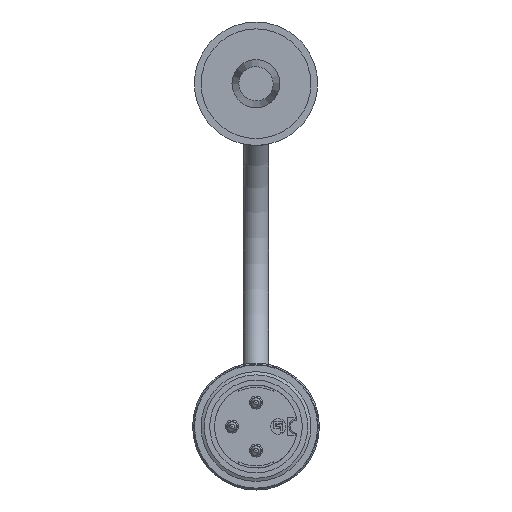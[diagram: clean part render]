
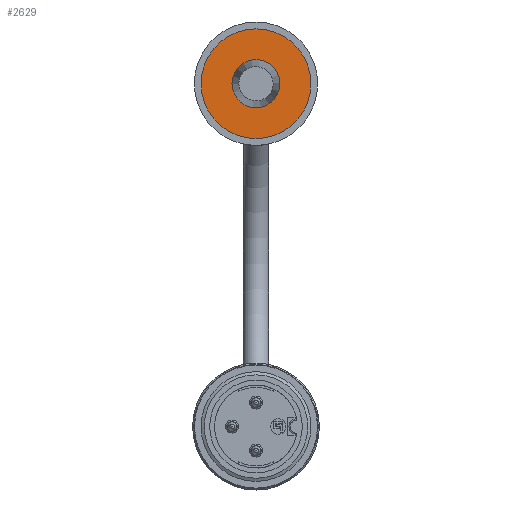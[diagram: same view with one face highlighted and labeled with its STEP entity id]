
A CAD part, left-side view. The second image highlights one B-rep face of the part: STEP entity #2629.
In plain terms, the highlighted planar face has unit normal (-1, 0, 0).
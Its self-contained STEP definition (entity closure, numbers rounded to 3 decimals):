
#405=PLANE('',#2834);
#505=FACE_BOUND('',#778,.T.);
#600=FACE_OUTER_BOUND('',#777,.T.);
#777=EDGE_LOOP('',(#1755));
#778=EDGE_LOOP('',(#1756));
#1037=CIRCLE('',#2833,3.5);
#1038=CIRCLE('',#2835,8.);
#1181=VERTEX_POINT('',#3934);
#1182=VERTEX_POINT('',#3937);
#1421=EDGE_CURVE('',#1181,#1181,#1037,.T.);
#1422=EDGE_CURVE('',#1182,#1182,#1038,.T.);
#1755=ORIENTED_EDGE('',*,*,#1422,.F.);
#1756=ORIENTED_EDGE('',*,*,#1421,.T.);
#2629=ADVANCED_FACE('',(#600,#505),#405,.T.);
#2833=AXIS2_PLACEMENT_3D('',#3935,#3155,#3156);
#2834=AXIS2_PLACEMENT_3D('',#3936,#3157,#3158);
#2835=AXIS2_PLACEMENT_3D('',#3938,#3159,#3160);
#3155=DIRECTION('center_axis',(1.,0.,0.));
#3156=DIRECTION('ref_axis',(0.,0.,-1.));
#3157=DIRECTION('center_axis',(-1.,0.,0.));
#3158=DIRECTION('ref_axis',(0.,0.,1.));
#3159=DIRECTION('center_axis',(1.,0.,0.));
#3160=DIRECTION('ref_axis',(0.,0.,-1.));
#3934=CARTESIAN_POINT('',(-5.,3.5,0.));
#3935=CARTESIAN_POINT('Origin',(-5.,0.,
0.));
#3936=CARTESIAN_POINT('Origin',(-5.,8.,0.));
#3937=CARTESIAN_POINT('',(-5.,8.,0.));
#3938=CARTESIAN_POINT('Origin',(-5.,0.,
0.));
